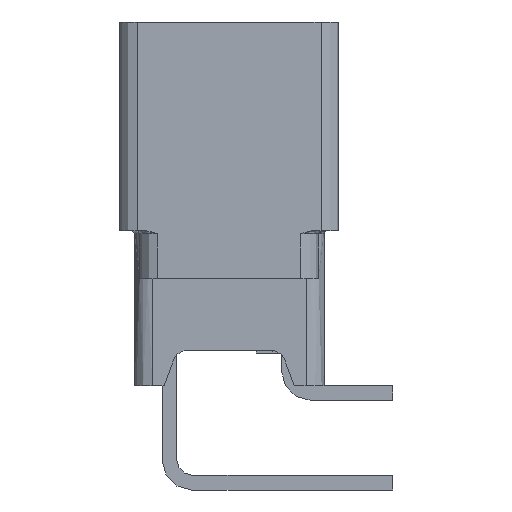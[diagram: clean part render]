
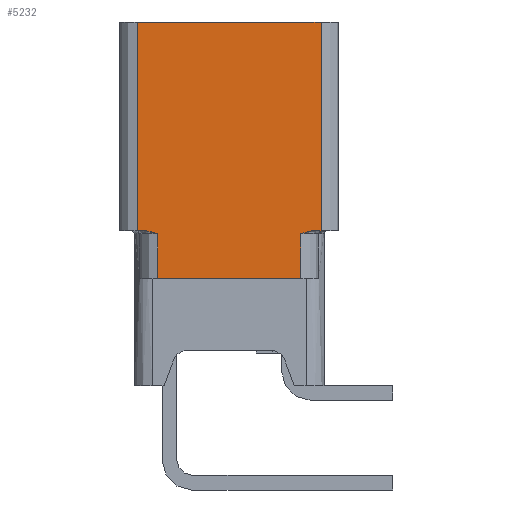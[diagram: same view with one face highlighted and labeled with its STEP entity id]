
A CAD part, left-side view. The second image highlights one B-rep face of the part: STEP entity #5232.
In plain terms, the highlighted planar face has unit normal (-1, 0, 0).
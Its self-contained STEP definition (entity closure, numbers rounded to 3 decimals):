
#457=FACE_OUTER_BOUND('',#737,.T.);
#737=EDGE_LOOP('',(#3514,#3515,#3516,#3517,#3518,#3519,#3520,#3521,#3522,
#3523));
#1060=B_SPLINE_CURVE_WITH_KNOTS('',3,(#7438,#7439,#7440,#7441),
 .UNSPECIFIED.,.F.,.F.,(4,4),(0.,0.045),.UNSPECIFIED.);
#1061=B_SPLINE_CURVE_WITH_KNOTS('',3,(#7452,#7453,#7454,#7455,#7456,#7457,
#7458,#7459,#7460,#7461,#7462,#7463,#7464,#7465,#7466,#7467,#7468,#7469,
#7470,#7471,#7472,#7473,#7474,#7475,#7476,#7477,#7478,#7479,#7480,#7481,
#7482),.UNSPECIFIED.,.F.,.F.,(4,3,3,3,3,3,3,3,3,3,4),(0.,0.128,
0.2,0.349,0.4,0.544,0.6,0.729,0.8,0.933,
1.),.UNSPECIFIED.);
#1073=LINE('',#7432,#1662);
#1074=LINE('',#7434,#1663);
#1075=LINE('',#7436,#1664);
#1076=LINE('',#7443,#1665);
#1077=LINE('',#7445,#1666);
#1078=LINE('',#7447,#1667);
#1079=LINE('',#7449,#1668);
#1080=LINE('',#7451,#1669);
#1662=VECTOR('',#5967,1.905);
#1663=VECTOR('',#5968,6.096);
#1664=VECTOR('',#5969,1.905);
#1665=VECTOR('',#5970,0.406);
#1666=VECTOR('',#5971,8.89);
#1667=VECTOR('',#5972,7.823);
#1668=VECTOR('',#5973,8.89);
#1669=VECTOR('',#5974,0.406);
#2251=VERTEX_POINT('',#7430);
#2252=VERTEX_POINT('',#7431);
#2253=VERTEX_POINT('',#7433);
#2254=VERTEX_POINT('',#7435);
#2255=VERTEX_POINT('',#7437);
#2256=VERTEX_POINT('',#7442);
#2257=VERTEX_POINT('',#7444);
#2258=VERTEX_POINT('',#7446);
#2259=VERTEX_POINT('',#7448);
#2260=VERTEX_POINT('',#7450);
#2753=EDGE_CURVE('',#2251,#2252,#1073,.T.);
#2754=EDGE_CURVE('',#2252,#2253,#1074,.T.);
#2755=EDGE_CURVE('',#2253,#2254,#1075,.T.);
#2756=EDGE_CURVE('',#2254,#2255,#1060,.T.);
#2757=EDGE_CURVE('',#2255,#2256,#1076,.T.);
#2758=EDGE_CURVE('',#2256,#2257,#1077,.T.);
#2759=EDGE_CURVE('',#2258,#2257,#1078,.T.);
#2760=EDGE_CURVE('',#2258,#2259,#1079,.T.);
#2761=EDGE_CURVE('',#2259,#2260,#1080,.T.);
#2762=EDGE_CURVE('',#2260,#2251,#1061,.T.);
#3514=ORIENTED_EDGE('',*,*,#2753,.T.);
#3515=ORIENTED_EDGE('',*,*,#2754,.T.);
#3516=ORIENTED_EDGE('',*,*,#2755,.T.);
#3517=ORIENTED_EDGE('',*,*,#2756,.T.);
#3518=ORIENTED_EDGE('',*,*,#2757,.T.);
#3519=ORIENTED_EDGE('',*,*,#2758,.T.);
#3520=ORIENTED_EDGE('',*,*,#2759,.F.);
#3521=ORIENTED_EDGE('',*,*,#2760,.T.);
#3522=ORIENTED_EDGE('',*,*,#2761,.T.);
#3523=ORIENTED_EDGE('',*,*,#2762,.T.);
#5036=PLANE('',#5526);
#5232=ADVANCED_FACE('',(#457),#5036,.F.);
#5526=AXIS2_PLACEMENT_3D('',#7429,#5965,#5966);
#5965=DIRECTION('center_axis',(1.,0.,0.));
#5966=DIRECTION('ref_axis',(0.,0.,-1.));
#5967=DIRECTION('',(0.,0.,-1.));
#5968=DIRECTION('',(0.,-1.,0.));
#5969=DIRECTION('',(0.,0.,1.));
#5970=DIRECTION('',(0.,-1.,0.));
#5971=DIRECTION('',(0.,0.,1.));
#5972=DIRECTION('',(0.,-1.,0.));
#5973=DIRECTION('',(0.,0.,-1.));
#5974=DIRECTION('',(0.,-1.,0.));
#7429=CARTESIAN_POINT('Origin',(-10.922,0.,0.));
#7430=CARTESIAN_POINT('',(-10.922,3.048,-9.017));
#7431=CARTESIAN_POINT('',(-10.922,3.048,-10.922));
#7432=CARTESIAN_POINT('',(-10.922,3.048,-9.017));
#7433=CARTESIAN_POINT('',(-10.922,-3.048,-10.922));
#7434=CARTESIAN_POINT('',(-10.922,3.048,-10.922));
#7435=CARTESIAN_POINT('',(-10.922,-3.048,-9.017));
#7436=CARTESIAN_POINT('',(-10.922,-3.048,-10.922));
#7437=CARTESIAN_POINT('',(-10.922,-3.506,-8.89));
#7438=CARTESIAN_POINT('Ctrl Pts',(-10.922,-3.048,-9.017));
#7439=CARTESIAN_POINT('Ctrl Pts',(-10.922,-3.188,-8.96));
#7440=CARTESIAN_POINT('Ctrl Pts',(-10.922,-3.355,-8.89));
#7441=CARTESIAN_POINT('Ctrl Pts',(-10.922,-3.506,-8.89));
#7442=CARTESIAN_POINT('',(-10.922,-3.912,-8.89));
#7443=CARTESIAN_POINT('',(-10.922,-3.506,-8.89));
#7444=CARTESIAN_POINT('',(-10.922,-3.912,0.));
#7445=CARTESIAN_POINT('',(-10.922,-3.912,-8.89));
#7446=CARTESIAN_POINT('',(-10.922,3.912,0.));
#7447=CARTESIAN_POINT('',(-10.922,3.912,0.));
#7448=CARTESIAN_POINT('',(-10.922,3.912,-8.89));
#7449=CARTESIAN_POINT('',(-10.922,3.912,0.));
#7450=CARTESIAN_POINT('',(-10.922,3.506,-8.89));
#7451=CARTESIAN_POINT('',(-10.922,3.912,-8.89));
#7452=CARTESIAN_POINT('Ctrl Pts',(-10.922,3.506,-8.89));
#7453=CARTESIAN_POINT('Ctrl Pts',(-10.922,3.489,-8.89));
#7454=CARTESIAN_POINT('Ctrl Pts',(-10.922,3.472,-8.891));
#7455=CARTESIAN_POINT('Ctrl Pts',(-10.922,3.454,-8.893));
#7456=CARTESIAN_POINT('Ctrl Pts',(-10.922,3.444,-8.894));
#7457=CARTESIAN_POINT('Ctrl Pts',(-10.922,3.434,-8.895));
#7458=CARTESIAN_POINT('Ctrl Pts',(-10.922,3.424,-8.896));
#7459=CARTESIAN_POINT('Ctrl Pts',(-10.922,3.403,-8.899));
#7460=CARTESIAN_POINT('Ctrl Pts',(-10.922,3.381,-8.903));
#7461=CARTESIAN_POINT('Ctrl Pts',(-10.922,3.359,-8.908));
#7462=CARTESIAN_POINT('Ctrl Pts',(-10.922,3.352,-8.91));
#7463=CARTESIAN_POINT('Ctrl Pts',(-10.922,3.344,-8.912));
#7464=CARTESIAN_POINT('Ctrl Pts',(-10.922,3.337,-8.914));
#7465=CARTESIAN_POINT('Ctrl Pts',(-10.922,3.315,-8.919));
#7466=CARTESIAN_POINT('Ctrl Pts',(-10.922,3.293,-8.926));
#7467=CARTESIAN_POINT('Ctrl Pts',(-10.922,3.271,-8.933));
#7468=CARTESIAN_POINT('Ctrl Pts',(-10.922,3.262,-8.935));
#7469=CARTESIAN_POINT('Ctrl Pts',(-10.922,3.254,-8.938));
#7470=CARTESIAN_POINT('Ctrl Pts',(-10.922,3.245,-8.941));
#7471=CARTESIAN_POINT('Ctrl Pts',(-10.922,3.225,-8.948));
#7472=CARTESIAN_POINT('Ctrl Pts',(-10.922,3.204,-8.955));
#7473=CARTESIAN_POINT('Ctrl Pts',(-10.922,3.183,-8.963));
#7474=CARTESIAN_POINT('Ctrl Pts',(-10.922,3.172,-8.968));
#7475=CARTESIAN_POINT('Ctrl Pts',(-10.922,3.16,-8.972));
#7476=CARTESIAN_POINT('Ctrl Pts',(-10.922,3.149,-8.976));
#7477=CARTESIAN_POINT('Ctrl Pts',(-10.922,3.127,-8.985));
#7478=CARTESIAN_POINT('Ctrl Pts',(-10.922,3.105,-8.994));
#7479=CARTESIAN_POINT('Ctrl Pts',(-10.922,3.083,-9.003));
#7480=CARTESIAN_POINT('Ctrl Pts',(-10.922,3.071,-9.008));
#7481=CARTESIAN_POINT('Ctrl Pts',(-10.922,3.06,-9.012));
#7482=CARTESIAN_POINT('Ctrl Pts',(-10.922,3.048,-9.017));
